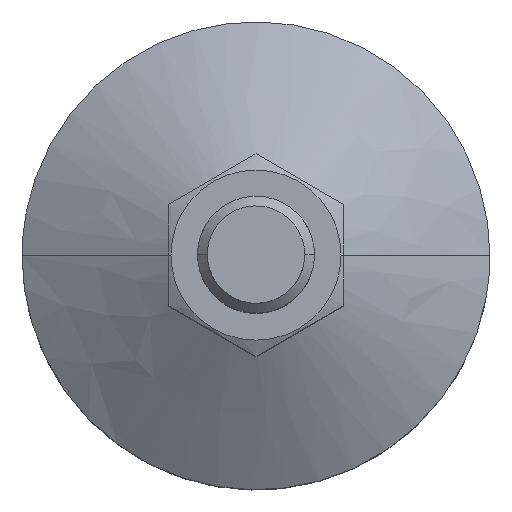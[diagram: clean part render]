
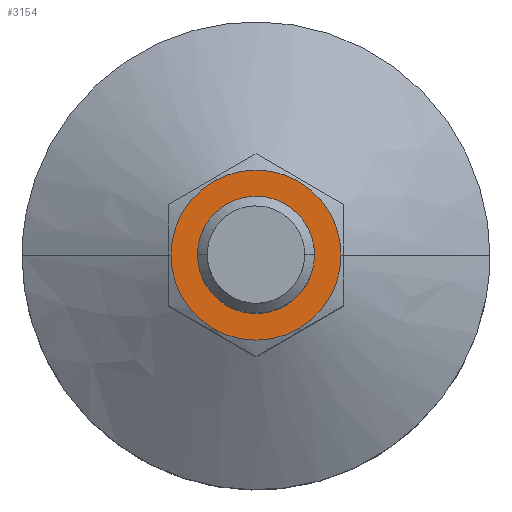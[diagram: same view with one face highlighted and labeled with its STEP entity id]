
A CAD part, top view. The second image highlights one B-rep face of the part: STEP entity #3154.
In plain terms, the highlighted planar face has unit normal (0, 0, 1).
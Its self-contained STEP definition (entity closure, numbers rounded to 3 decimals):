
#2760=CARTESIAN_POINT('',(0.236,0.,2.669));
#2761=VERTEX_POINT('',#2760);
#2770=CARTESIAN_POINT('',(-0.236,0.,2.669));
#2771=VERTEX_POINT('',#2770);
#2772=CARTESIAN_POINT('',(0.0,0.,2.669));
#2773=DIRECTION('',(0.0,0.0,1.0));
#2774=DIRECTION('',(1.0,0.0,0.0));
#2775=AXIS2_PLACEMENT_3D('',#2772,#2773,#2774);
#2776=CIRCLE('',#2775,0.236);
#2777=EDGE_CURVE('',#2761,#2771,#2776,.T.);
#2802=CARTESIAN_POINT('',(0.344,0.,2.669));
#2803=VERTEX_POINT('',#2802);
#2812=CARTESIAN_POINT('',(-0.344,0.,2.669));
#2813=VERTEX_POINT('',#2812);
#2814=CARTESIAN_POINT('',(0.0,0.,2.669));
#2815=DIRECTION('',(0.0,0.0,1.0));
#2816=DIRECTION('',(1.0,0.0,0.0));
#2817=AXIS2_PLACEMENT_3D('',#2814,#2815,#2816);
#2818=CIRCLE('',#2817,0.344);
#2819=EDGE_CURVE('',#2813,#2803,#2818,.T.);
#3125=CARTESIAN_POINT('',(0.0,0.,2.669));
#3126=DIRECTION('',(0.0,0.0,1.0));
#3127=DIRECTION('',(1.0,0.0,0.0));
#3128=AXIS2_PLACEMENT_3D('',#3125,#3126,#3127);
#3129=CIRCLE('',#3128,0.344);
#3130=EDGE_CURVE('',#2803,#2813,#3129,.T.);
#3135=CARTESIAN_POINT('',(0.29,0.,2.669));
#3136=DIRECTION('',(0.0,0.0,1.0));
#3137=DIRECTION('',(0.0,-1.0,0.0));
#3138=AXIS2_PLACEMENT_3D('',#3135,#3136,#3137);
#3139=PLANE('',#3138);
#3140=ORIENTED_EDGE('',*,*,#3130,.T.);
#3141=ORIENTED_EDGE('',*,*,#2819,.T.);
#3142=EDGE_LOOP('',(#3140,#3141));
#3143=FACE_OUTER_BOUND('',#3142,.T.);
#3144=ORIENTED_EDGE('',*,*,#2777,.F.);
#3145=CARTESIAN_POINT('',(0.0,0.,2.669));
#3146=DIRECTION('',(0.0,0.0,1.0));
#3147=DIRECTION('',(1.0,0.0,0.0));
#3148=AXIS2_PLACEMENT_3D('',#3145,#3146,#3147);
#3149=CIRCLE('',#3148,0.236);
#3150=EDGE_CURVE('',#2771,#2761,#3149,.T.);
#3151=ORIENTED_EDGE('',*,*,#3150,.F.);
#3152=EDGE_LOOP('',(#3144,#3151));
#3153=FACE_BOUND('',#3152,.T.);
#3154=ADVANCED_FACE('',(#3143,#3153),#3139,.T.);
